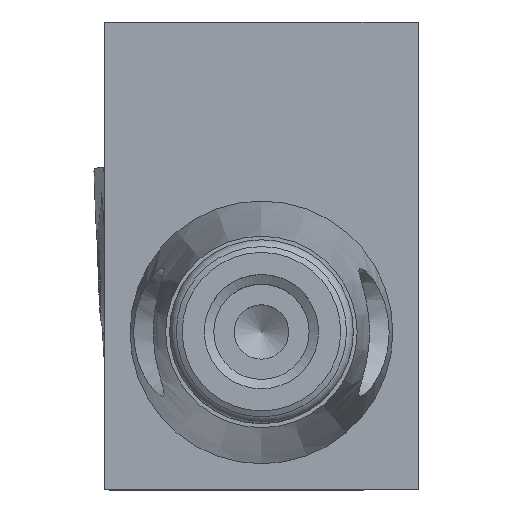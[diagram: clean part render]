
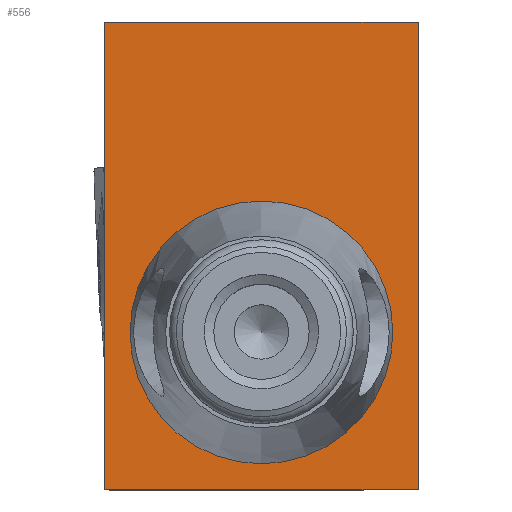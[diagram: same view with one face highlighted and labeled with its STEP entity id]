
A CAD part, top view. The second image highlights one B-rep face of the part: STEP entity #556.
In plain terms, the highlighted planar face has unit normal (0, 0, 1).
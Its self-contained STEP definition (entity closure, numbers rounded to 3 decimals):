
#162=LINE('',#2624,#290);
#163=LINE('',#2627,#291);
#164=LINE('',#2629,#292);
#165=LINE('',#2631,#293);
#290=VECTOR('',#2023,1.);
#291=VECTOR('',#2024,1.);
#292=VECTOR('',#2025,1.);
#293=VECTOR('',#2026,1.);
#431=PLANE('',#1844);
#556=ADVANCED_FACE('',(#714,#715),#431,.F.);
#714=FACE_BOUND('',#787,.T.);
#715=FACE_BOUND('',#788,.T.);
#787=EDGE_LOOP('',(#925,#926,#927,#928));
#788=EDGE_LOOP('',(#929));
#925=ORIENTED_EDGE('',*,*,#1520,.F.);
#926=ORIENTED_EDGE('',*,*,#1521,.F.);
#927=ORIENTED_EDGE('',*,*,#1522,.T.);
#928=ORIENTED_EDGE('',*,*,#1523,.T.);
#929=ORIENTED_EDGE('',*,*,#1524,.T.);
#1363=VERTEX_POINT('',#2625);
#1364=VERTEX_POINT('',#2626);
#1365=VERTEX_POINT('',#2628);
#1366=VERTEX_POINT('',#2630);
#1367=VERTEX_POINT('',#2633);
#1520=EDGE_CURVE('',#1363,#1364,#162,.T.);
#1521=EDGE_CURVE('',#1365,#1363,#163,.T.);
#1522=EDGE_CURVE('',#1365,#1366,#164,.T.);
#1523=EDGE_CURVE('',#1366,#1364,#165,.T.);
#1524=EDGE_CURVE('',#1367,#1367,#1738,.T.);
#1738=CIRCLE('',#1843,4.69);
#1843=AXIS2_PLACEMENT_3D('',#2632,#2027,#2028);
#1844=AXIS2_PLACEMENT_3D('',#2634,#2029,#2030);
#2023=DIRECTION('',(0.,-1.,0.));
#2024=DIRECTION('',(1.,0.,0.));
#2025=DIRECTION('',(0.,-1.,0.));
#2026=DIRECTION('',(1.,0.,0.));
#2027=DIRECTION('',(0.,0.,-1.));
#2028=DIRECTION('',(0.,-1.,0.));
#2029=DIRECTION('',(0.,0.,-1.));
#2030=DIRECTION('',(0.,-1.,0.));
#2624=CARTESIAN_POINT('',(5.75,13.,0.));
#2625=CARTESIAN_POINT('',(5.75,11.4,0.));
#2626=CARTESIAN_POINT('',(5.75,-5.75,0.));
#2627=CARTESIAN_POINT('',(18.,11.4,0.));
#2628=CARTESIAN_POINT('',(-5.75,11.4,0.));
#2629=CARTESIAN_POINT('',(-5.75,13.,0.));
#2630=CARTESIAN_POINT('',(-5.75,-5.75,0.));
#2631=CARTESIAN_POINT('',(18.,-5.75,0.));
#2632=CARTESIAN_POINT('',(0.,0.,0.));
#2633=CARTESIAN_POINT('',(0.,-4.69,0.));
#2634=CARTESIAN_POINT('',(18.,0.,0.));
